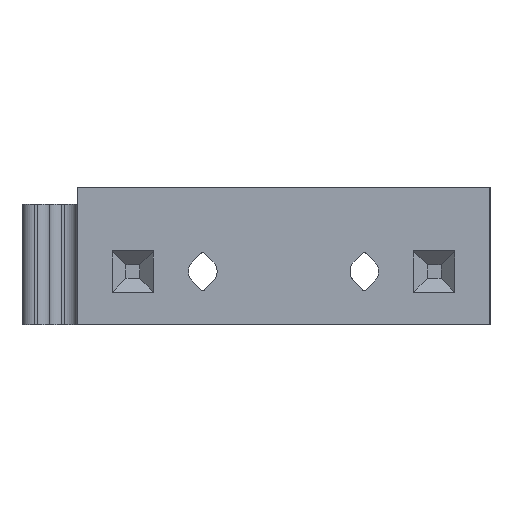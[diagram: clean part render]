
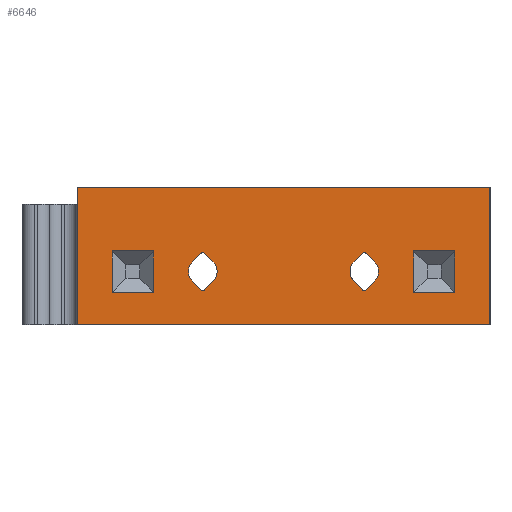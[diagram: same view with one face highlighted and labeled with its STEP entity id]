
A CAD part, left-side view. The second image highlights one B-rep face of the part: STEP entity #6646.
In plain terms, the highlighted planar face has unit normal (-1, 0, 0).
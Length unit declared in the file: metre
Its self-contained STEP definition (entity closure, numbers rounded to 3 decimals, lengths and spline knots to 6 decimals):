
#283=CIRCLE('',#7149,0.002075);
#288=CIRCLE('',#7170,0.002075);
#291=CIRCLE('',#7174,0.0004);
#292=CIRCLE('',#7175,0.002075);
#293=CIRCLE('',#7176,0.0004);
#294=CIRCLE('',#7177,0.002075);
#295=CIRCLE('',#7178,0.0004);
#296=CIRCLE('',#7179,0.0004);
#1037=ORIENTED_EDGE('',*,*,#2995,.F.);
#1038=ORIENTED_EDGE('',*,*,#2996,.F.);
#1039=ORIENTED_EDGE('',*,*,#2997,.T.);
#1040=ORIENTED_EDGE('',*,*,#2998,.T.);
#1041=ORIENTED_EDGE('',*,*,#2999,.F.);
#1042=ORIENTED_EDGE('',*,*,#3000,.F.);
#1043=ORIENTED_EDGE('',*,*,#3001,.T.);
#1044=ORIENTED_EDGE('',*,*,#3002,.T.);
#1045=ORIENTED_EDGE('',*,*,#3003,.T.);
#1046=ORIENTED_EDGE('',*,*,#2675,.F.);
#1047=ORIENTED_EDGE('',*,*,#3004,.T.);
#1048=ORIENTED_EDGE('',*,*,#2493,.T.);
#1049=ORIENTED_EDGE('',*,*,#3005,.F.);
#1050=ORIENTED_EDGE('',*,*,#2990,.F.);
#1051=ORIENTED_EDGE('',*,*,#3006,.F.);
#1052=ORIENTED_EDGE('',*,*,#3007,.F.);
#1053=ORIENTED_EDGE('',*,*,#3008,.T.);
#1054=ORIENTED_EDGE('',*,*,#3009,.F.);
#1055=ORIENTED_EDGE('',*,*,#3010,.T.);
#1056=ORIENTED_EDGE('',*,*,#3011,.F.);
#1057=ORIENTED_EDGE('',*,*,#3012,.F.);
#1058=ORIENTED_EDGE('',*,*,#3013,.F.);
#1059=ORIENTED_EDGE('',*,*,#3014,.F.);
#1060=ORIENTED_EDGE('',*,*,#3015,.F.);
#1061=ORIENTED_EDGE('',*,*,#3016,.T.);
#1062=ORIENTED_EDGE('',*,*,#2950,.F.);
#1063=ORIENTED_EDGE('',*,*,#3017,.T.);
#1064=ORIENTED_EDGE('',*,*,#3018,.F.);
#2493=EDGE_CURVE('',#3513,#3512,#4176,.F.);
#2675=EDGE_CURVE('',#3670,#3671,#4316,.F.);
#2950=EDGE_CURVE('',#3889,#3890,#283,.T.);
#2990=EDGE_CURVE('',#3929,#3910,#288,.T.);
#2995=EDGE_CURVE('',#3934,#3935,#4490,.T.);
#2996=EDGE_CURVE('',#3936,#3934,#4491,.T.);
#2997=EDGE_CURVE('',#3936,#3937,#4492,.T.);
#2998=EDGE_CURVE('',#3937,#3935,#4493,.T.);
#2999=EDGE_CURVE('',#3938,#3939,#4494,.T.);
#3000=EDGE_CURVE('',#3940,#3938,#4495,.T.);
#3001=EDGE_CURVE('',#3940,#3941,#4496,.T.);
#3002=EDGE_CURVE('',#3941,#3939,#4497,.T.);
#3003=EDGE_CURVE('',#3512,#3671,#4498,.T.);
#3004=EDGE_CURVE('',#3670,#3513,#4499,.T.);
#3005=EDGE_CURVE('',#3910,#3942,#4500,.T.);
#3006=EDGE_CURVE('',#3943,#3929,#4501,.T.);
#3007=EDGE_CURVE('',#3944,#3943,#291,.T.);
#3008=EDGE_CURVE('',#3944,#3945,#4502,.T.);
#3009=EDGE_CURVE('',#3946,#3945,#292,.T.);
#3010=EDGE_CURVE('',#3946,#3947,#4503,.T.);
#3011=EDGE_CURVE('',#3942,#3947,#293,.T.);
#3012=EDGE_CURVE('',#3948,#3949,#4504,.T.);
#3013=EDGE_CURVE('',#3950,#3948,#294,.T.);
#3014=EDGE_CURVE('',#3951,#3950,#4505,.T.);
#3015=EDGE_CURVE('',#3952,#3951,#295,.T.);
#3016=EDGE_CURVE('',#3952,#3890,#4506,.T.);
#3017=EDGE_CURVE('',#3889,#3953,#4507,.T.);
#3018=EDGE_CURVE('',#3949,#3953,#296,.T.);
#3512=VERTEX_POINT('',#9184);
#3513=VERTEX_POINT('',#9186);
#3670=VERTEX_POINT('',#9595);
#3671=VERTEX_POINT('',#9597);
#3889=VERTEX_POINT('',#10206);
#3890=VERTEX_POINT('',#10208);
#3910=VERTEX_POINT('',#10262);
#3929=VERTEX_POINT('',#10315);
#3934=VERTEX_POINT('',#10327);
#3935=VERTEX_POINT('',#10328);
#3936=VERTEX_POINT('',#10330);
#3937=VERTEX_POINT('',#10332);
#3938=VERTEX_POINT('',#10335);
#3939=VERTEX_POINT('',#10336);
#3940=VERTEX_POINT('',#10338);
#3941=VERTEX_POINT('',#10340);
#3942=VERTEX_POINT('',#10345);
#3943=VERTEX_POINT('',#10347);
#3944=VERTEX_POINT('',#10349);
#3945=VERTEX_POINT('',#10351);
#3946=VERTEX_POINT('',#10353);
#3947=VERTEX_POINT('',#10355);
#3948=VERTEX_POINT('',#10358);
#3949=VERTEX_POINT('',#10359);
#3950=VERTEX_POINT('',#10361);
#3951=VERTEX_POINT('',#10363);
#3952=VERTEX_POINT('',#10365);
#3953=VERTEX_POINT('',#10368);
#4176=LINE('',#9185,#4881);
#4316=LINE('',#9596,#5021);
#4490=LINE('',#10326,#5195);
#4491=LINE('',#10329,#5196);
#4492=LINE('',#10331,#5197);
#4493=LINE('',#10333,#5198);
#4494=LINE('',#10334,#5199);
#4495=LINE('',#10337,#5200);
#4496=LINE('',#10339,#5201);
#4497=LINE('',#10341,#5202);
#4498=LINE('',#10342,#5203);
#4499=LINE('',#10343,#5204);
#4500=LINE('',#10344,#5205);
#4501=LINE('',#10346,#5206);
#4502=LINE('',#10350,#5207);
#4503=LINE('',#10354,#5208);
#4504=LINE('',#10357,#5209);
#4505=LINE('',#10362,#5210);
#4506=LINE('',#10366,#5211);
#4507=LINE('',#10367,#5212);
#4881=VECTOR('',#7468,1.);
#5021=VECTOR('',#7732,1.);
#5195=VECTOR('',#8212,1.);
#5196=VECTOR('',#8213,1.);
#5197=VECTOR('',#8214,1.);
#5198=VECTOR('',#8215,1.);
#5199=VECTOR('',#8216,1.);
#5200=VECTOR('',#8217,1.);
#5201=VECTOR('',#8218,1.);
#5202=VECTOR('',#8219,1.);
#5203=VECTOR('',#8220,1.);
#5204=VECTOR('',#8221,1.);
#5205=VECTOR('',#8222,1.);
#5206=VECTOR('',#8223,1.);
#5207=VECTOR('',#8226,1.);
#5208=VECTOR('',#8229,1.);
#5209=VECTOR('',#8232,1.);
#5210=VECTOR('',#8235,1.);
#5211=VECTOR('',#8238,1.);
#5212=VECTOR('',#8239,1.);
#5676=EDGE_LOOP('',(#1037,#1038,#1039,#1040));
#5677=EDGE_LOOP('',(#1041,#1042,#1043,#1044));
#5678=EDGE_LOOP('',(#1045,#1046,#1047,#1048));
#5679=EDGE_LOOP('',(#1049,#1050,#1051,#1052,#1053,#1054,#1055,#1056));
#5680=EDGE_LOOP('',(#1057,#1058,#1059,#1060,#1061,#1062,#1063,#1064));
#6059=FACE_BOUND('',#5676,.T.);
#6060=FACE_BOUND('',#5677,.T.);
#6061=FACE_BOUND('',#5678,.T.);
#6062=FACE_BOUND('',#5679,.T.);
#6063=FACE_BOUND('',#5680,.T.);
#6393=PLANE('',#7173);
#6646=ADVANCED_FACE('',(#6059,#6060,#6061,#6062,#6063),#6393,.T.);
#7149=AXIS2_PLACEMENT_3D('',#10207,#8147,#8148);
#7170=AXIS2_PLACEMENT_3D('',#10316,#8202,#8203);
#7173=AXIS2_PLACEMENT_3D('',#10325,#8210,#8211);
#7174=AXIS2_PLACEMENT_3D('',#10348,#8224,#8225);
#7175=AXIS2_PLACEMENT_3D('',#10352,#8227,#8228);
#7176=AXIS2_PLACEMENT_3D('',#10356,#8230,#8231);
#7177=AXIS2_PLACEMENT_3D('',#10360,#8233,#8234);
#7178=AXIS2_PLACEMENT_3D('',#10364,#8236,#8237);
#7179=AXIS2_PLACEMENT_3D('',#10369,#8240,#8241);
#7468=DIRECTION('',(0.,-1.,0.));
#7732=DIRECTION('',(0.,-1.,0.));
#8147=DIRECTION('',(-1.,0.,0.));
#8148=DIRECTION('',(0.,-1.,0.));
#8202=DIRECTION('',(-1.,0.,0.));
#8203=DIRECTION('',(0.,-1.,0.));
#8210=DIRECTION('',(-1.,0.,0.));
#8211=DIRECTION('',(0.,-1.,0.));
#8212=DIRECTION('',(0.,0.,1.));
#8213=DIRECTION('',(0.,-1.,0.));
#8214=DIRECTION('',(0.,0.,1.));
#8215=DIRECTION('',(0.,-1.,0.));
#8216=DIRECTION('',(0.,1.,0.));
#8217=DIRECTION('',(0.,0.,1.));
#8218=DIRECTION('',(0.,1.,0.));
#8219=DIRECTION('',(0.,0.,1.));
#8220=DIRECTION('',(0.,0.,-1.));
#8221=DIRECTION('',(0.,0.,1.));
#8222=DIRECTION('',(0.,-0.707,-0.707));
#8223=DIRECTION('',(0.,0.707,-0.707));
#8224=DIRECTION('',(-1.,0.,0.));
#8225=DIRECTION('',(0.,-1.,0.));
#8226=DIRECTION('',(0.,-0.707,-0.707));
#8227=DIRECTION('',(-1.,0.,0.));
#8228=DIRECTION('',(0.,-1.,0.));
#8229=DIRECTION('',(0.,0.707,-0.707));
#8230=DIRECTION('',(-1.,0.,0.));
#8231=DIRECTION('',(0.,-1.,0.));
#8232=DIRECTION('',(0.,-0.707,-0.707));
#8233=DIRECTION('',(-1.,0.,0.));
#8234=DIRECTION('',(0.,-1.,0.));
#8235=DIRECTION('',(0.,0.707,-0.707));
#8236=DIRECTION('',(-1.,0.,0.));
#8237=DIRECTION('',(0.,-1.,0.));
#8238=DIRECTION('',(0.,-0.707,-0.707));
#8239=DIRECTION('',(0.,0.707,-0.707));
#8240=DIRECTION('',(-1.,0.,0.));
#8241=DIRECTION('',(0.,-1.,0.));
#9184=CARTESIAN_POINT('',(1.230025,0.57,0.38));
#9185=CARTESIAN_POINT('',(1.230025,0.762111,0.38));
#9186=CARTESIAN_POINT('',(1.230025,0.51,0.38));
#9595=CARTESIAN_POINT('',(1.230025,0.51,0.36));
#9596=CARTESIAN_POINT('',(1.230025,0.462111,0.36));
#9597=CARTESIAN_POINT('',(1.230025,0.57,0.36));
#10206=CARTESIAN_POINT('',(1.230025,0.550266,0.366266));
#10207=CARTESIAN_POINT('',(1.230025,0.551733,0.367733));
#10208=CARTESIAN_POINT('',(1.230025,0.550266,0.369201));
#10262=CARTESIAN_POINT('',(1.230025,0.529734,0.366266));
#10315=CARTESIAN_POINT('',(1.230025,0.529734,0.369201));
#10316=CARTESIAN_POINT('',(1.230025,0.528267,0.367733));
#10325=CARTESIAN_POINT('',(1.230025,0.762111,0.38));
#10326=CARTESIAN_POINT('',(1.230025,0.515096,0.369233));
#10327=CARTESIAN_POINT('',(1.230025,0.515096,0.364733));
#10328=CARTESIAN_POINT('',(1.230025,0.515096,0.370733));
#10329=CARTESIAN_POINT('',(1.230025,0.518096,0.364733));
#10330=CARTESIAN_POINT('',(1.230025,0.521096,0.364733));
#10331=CARTESIAN_POINT('',(1.230025,0.521096,0.367733));
#10332=CARTESIAN_POINT('',(1.230025,0.521096,0.370733));
#10333=CARTESIAN_POINT('',(1.230025,0.518096,0.370733));
#10334=CARTESIAN_POINT('',(1.230025,0.561904,0.370733));
#10335=CARTESIAN_POINT('',(1.230025,0.558904,0.370733));
#10336=CARTESIAN_POINT('',(1.230025,0.564904,0.370733));
#10337=CARTESIAN_POINT('',(1.230025,0.558904,0.367733));
#10338=CARTESIAN_POINT('',(1.230025,0.558904,0.364733));
#10339=CARTESIAN_POINT('',(1.230025,0.561904,0.364733));
#10340=CARTESIAN_POINT('',(1.230025,0.564904,0.364733));
#10341=CARTESIAN_POINT('',(1.230025,0.564904,0.367733));
#10342=CARTESIAN_POINT('',(1.230025,0.57,0.38));
#10343=CARTESIAN_POINT('',(1.230025,0.51,0.38));
#10344=CARTESIAN_POINT('',(1.230025,0.652789,0.489322));
#10345=CARTESIAN_POINT('',(1.230025,0.528549,0.365082));
#10346=CARTESIAN_POINT('',(1.230025,0.640523,0.258412));
#10347=CARTESIAN_POINT('',(1.230025,0.528549,0.370385));
#10348=CARTESIAN_POINT('',(1.230025,0.528267,0.370102));
#10349=CARTESIAN_POINT('',(1.230025,0.527984,0.370385));
#10350=CARTESIAN_POINT('',(1.230025,0.649855,0.492256));
#10351=CARTESIAN_POINT('',(1.230025,0.526799,0.369201));
#10352=CARTESIAN_POINT('',(1.230025,0.528267,0.367733));
#10353=CARTESIAN_POINT('',(1.230025,0.526799,0.366266));
#10354=CARTESIAN_POINT('',(1.230025,0.637588,0.255477));
#10355=CARTESIAN_POINT('',(1.230025,0.527984,0.365082));
#10356=CARTESIAN_POINT('',(1.230025,0.528267,0.365365));
#10357=CARTESIAN_POINT('',(1.230025,0.664523,0.477588));
#10358=CARTESIAN_POINT('',(1.230025,0.553201,0.366266));
#10359=CARTESIAN_POINT('',(1.230025,0.552016,0.365082));
#10360=CARTESIAN_POINT('',(1.230025,0.551733,0.367733));
#10361=CARTESIAN_POINT('',(1.230025,0.553201,0.369201));
#10362=CARTESIAN_POINT('',(1.230025,0.652256,0.270145));
#10363=CARTESIAN_POINT('',(1.230025,0.552016,0.370385));
#10364=CARTESIAN_POINT('',(1.230025,0.551733,0.370102));
#10365=CARTESIAN_POINT('',(1.230025,0.551451,0.370385));
#10366=CARTESIAN_POINT('',(1.230025,0.661588,0.480523));
#10367=CARTESIAN_POINT('',(1.230025,0.649322,0.267211));
#10368=CARTESIAN_POINT('',(1.230025,0.551451,0.365082));
#10369=CARTESIAN_POINT('',(1.230025,0.551733,0.365365));
